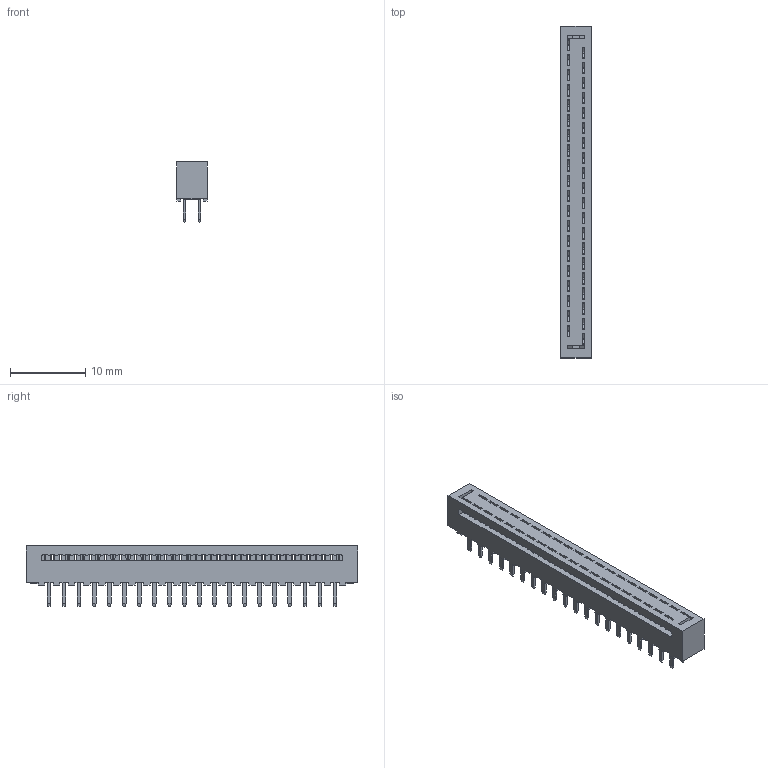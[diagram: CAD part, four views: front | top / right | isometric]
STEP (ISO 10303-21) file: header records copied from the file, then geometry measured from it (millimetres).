
FILE_DESCRIPTION(/* description */ ('Unknown'),/* implementation_level */ '2;1');
FILE_NAME(/* name */ 'J_Wurth_WR-BHD_62504022323',/* time_stamp */ '2025-05-19T15:50:31+08:00',/* author */ ('Unknown'),/* organization */ ('Unknown'),/* preprocessor_version */ 'ST-DEVELOPER v19.4',/* originating_system */ 'Solid Edge',/* authorisation */ 'Unknown');
FILE_SCHEMA (('AUTOMOTIVE_DESIGN {1 0 10303 214 3 1 1}'));
Length unit declared in the file: millimetre
Products named in the file (2): J_Wurth_WR-BHD_62504022323
Assembly tree (1 placements, depth 2):
  J_Wurth_WR-BHD_62504022323
    J_Wurth_WR-BHD_62504022323
Bounding box: 4 x 44.1 x 8 mm (x, y, z)
Volume: 742.9 mm3; surface area: 1670.8 mm2
Topology: 1 solids, 1 shells, 1225 faces, 3850 edges, 2453 vertices
Faces by surface type: plane 1145, cylinder 80
Entity records: 51164 total; most frequent: ORIENTED_EDGE 7700, CARTESIAN_POINT 7530, DIRECTION 6857, EDGE_CURVE 3850, LINE 3297, VECTOR 3297, VERTEX_POINT 2453, AXIS2_PLACEMENT_3D 1780
